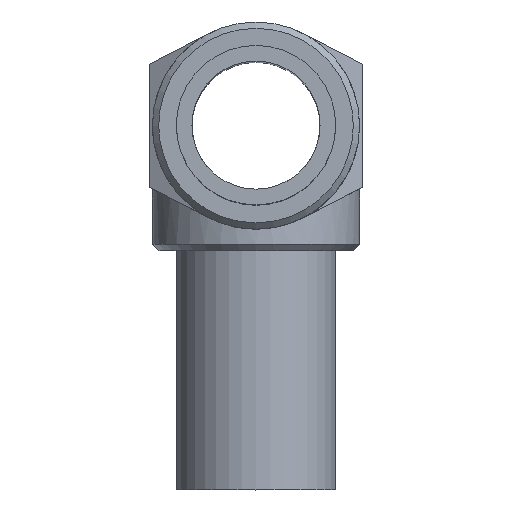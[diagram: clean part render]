
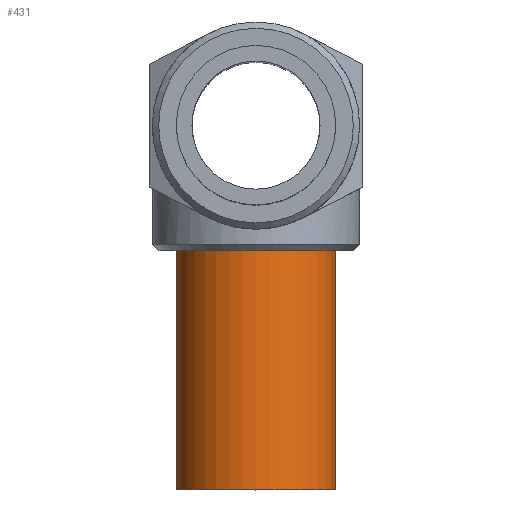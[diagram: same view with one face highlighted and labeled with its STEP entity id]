
A CAD part, top view. The second image highlights one B-rep face of the part: STEP entity #431.
In plain terms, the highlighted cylindrical face has radius 6.35 mm (diameter 12.7 mm), a full revolution.
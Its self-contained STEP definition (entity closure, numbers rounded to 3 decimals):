
#54=CYLINDRICAL_SURFACE('',#508,6.35);
#70=FACE_OUTER_BOUND('',#99,.T.);
#99=EDGE_LOOP('',(#369,#370,#371,#372));
#135=LINE('',#769,#165);
#165=VECTOR('',#632,6.35);
#184=CIRCLE('',#493,6.35);
#190=CIRCLE('',#509,6.35);
#213=VERTEX_POINT('',#724);
#227=VERTEX_POINT('',#767);
#259=EDGE_CURVE('',#213,#213,#184,.T.);
#280=EDGE_CURVE('',#227,#227,#190,.T.);
#281=EDGE_CURVE('',#227,#213,#135,.T.);
#369=ORIENTED_EDGE('',*,*,#280,.F.);
#370=ORIENTED_EDGE('',*,*,#281,.T.);
#371=ORIENTED_EDGE('',*,*,#259,.T.);
#372=ORIENTED_EDGE('',*,*,#281,.F.);
#431=ADVANCED_FACE('',(#70),#54,.T.);
#493=AXIS2_PLACEMENT_3D('',#725,#585,#586);
#508=AXIS2_PLACEMENT_3D('',#766,#628,#629);
#509=AXIS2_PLACEMENT_3D('',#768,#630,#631);
#585=DIRECTION('center_axis',(0.,-1.,0.));
#586=DIRECTION('ref_axis',(-1.,0.,0.));
#628=DIRECTION('center_axis',(0.,-1.,0.));
#629=DIRECTION('ref_axis',(-1.,0.,0.));
#630=DIRECTION('center_axis',(0.,-1.,0.));
#631=DIRECTION('ref_axis',(-1.,0.,0.));
#632=DIRECTION('',(0.,1.,0.));
#724=CARTESIAN_POINT('',(6.35,-9.95,0.));
#725=CARTESIAN_POINT('Origin',(0.,-9.95,0.));
#766=CARTESIAN_POINT('Origin',(0.,0.,0.));
#767=CARTESIAN_POINT('',(6.35,-29.,0.));
#768=CARTESIAN_POINT('Origin',(0.,-29.,0.));
#769=CARTESIAN_POINT('',(6.35,0.,0.));
